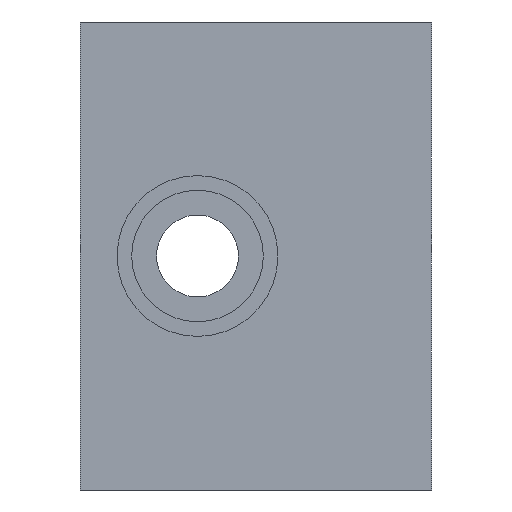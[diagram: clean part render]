
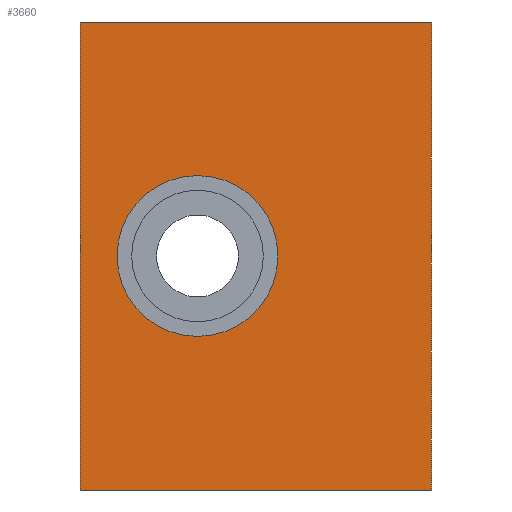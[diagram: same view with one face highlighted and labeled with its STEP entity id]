
A CAD part, front view. The second image highlights one B-rep face of the part: STEP entity #3660.
In plain terms, the highlighted planar face has unit normal (0, -1, 0).
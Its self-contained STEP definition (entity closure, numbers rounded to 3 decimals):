
#3594=CARTESIAN_POINT('',(15.,-40.0,0.));
#3595=VERTEX_POINT('',#3594);
#3596=CARTESIAN_POINT('',(-40.,-40.0,0.0));
#3597=DIRECTION('',(0.0,1.0,0.0));
#3598=DIRECTION('',(-1.0,0.0,0.0));
#3599=AXIS2_PLACEMENT_3D('',#3596,#3597,#3598);
#3600=CIRCLE('',#3599,55.0);
#3601=EDGE_CURVE('',#3595,#3595,#3600,.T.);
#3618=CARTESIAN_POINT('',(120.,-40.0,0.0));
#3619=DIRECTION('',(0.0,-1.0,0.0));
#3620=DIRECTION('',(0.0,0.0,-1.0));
#3621=AXIS2_PLACEMENT_3D('',#3618,#3619,#3620);
#3622=PLANE('',#3621);
#3623=CARTESIAN_POINT('',(120.,-40.0,160.0));
#3624=VERTEX_POINT('',#3623);
#3625=CARTESIAN_POINT('',(-120.,-40.0,160.0));
#3626=VERTEX_POINT('',#3625);
#3627=CARTESIAN_POINT('',(120.,-40.0,160.0));
#3628=DIRECTION('',(-1.0,0.0,0.0));
#3629=VECTOR('',#3628,240.);
#3630=LINE('',#3627,#3629);
#3631=EDGE_CURVE('',#3624,#3626,#3630,.T.);
#3632=ORIENTED_EDGE('',*,*,#3631,.T.);
#3633=CARTESIAN_POINT('',(-120.,-40.0,-160.0));
#3634=VERTEX_POINT('',#3633);
#3635=CARTESIAN_POINT('',(-120.,-40.0,160.0));
#3636=DIRECTION('',(0.0,0.0,-1.0));
#3637=VECTOR('',#3636,320.0);
#3638=LINE('',#3635,#3637);
#3639=EDGE_CURVE('',#3626,#3634,#3638,.T.);
#3640=ORIENTED_EDGE('',*,*,#3639,.T.);
#3641=CARTESIAN_POINT('',(120.,-40.0,-160.0));
#3642=VERTEX_POINT('',#3641);
#3643=CARTESIAN_POINT('',(-120.,-40.0,-160.0));
#3644=DIRECTION('',(1.0,0.0,0.0));
#3645=VECTOR('',#3644,240.);
#3646=LINE('',#3643,#3645);
#3647=EDGE_CURVE('',#3634,#3642,#3646,.T.);
#3648=ORIENTED_EDGE('',*,*,#3647,.T.);
#3649=CARTESIAN_POINT('',(120.,-40.0,-160.0));
#3650=DIRECTION('',(0.0,0.0,1.0));
#3651=VECTOR('',#3650,320.0);
#3652=LINE('',#3649,#3651);
#3653=EDGE_CURVE('',#3642,#3624,#3652,.T.);
#3654=ORIENTED_EDGE('',*,*,#3653,.T.);
#3655=EDGE_LOOP('',(#3632,#3640,#3648,#3654));
#3656=FACE_OUTER_BOUND('',#3655,.T.);
#3657=ORIENTED_EDGE('',*,*,#3601,.T.);
#3658=EDGE_LOOP('',(#3657));
#3659=FACE_BOUND('',#3658,.T.);
#3660=ADVANCED_FACE('',(#3656,#3659),#3622,.T.);
